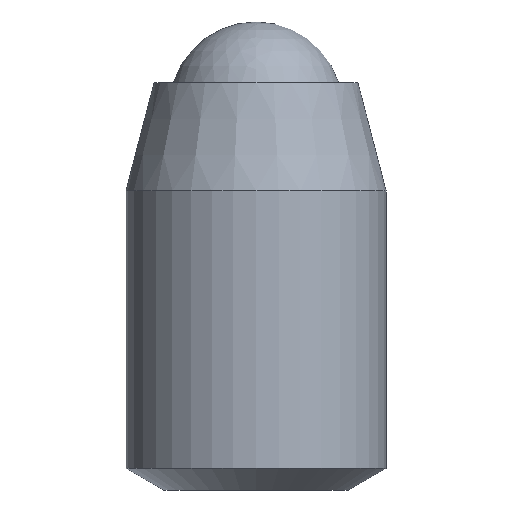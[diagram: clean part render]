
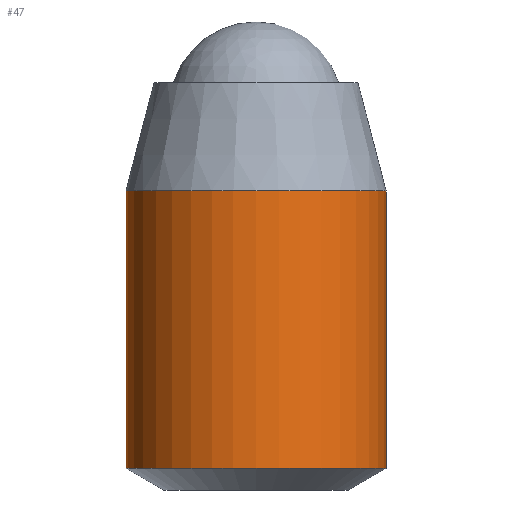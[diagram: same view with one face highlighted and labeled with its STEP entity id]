
A CAD part, front view. The second image highlights one B-rep face of the part: STEP entity #47.
In plain terms, the highlighted cylindrical face has radius 3 mm (diameter 6 mm), a full revolution.
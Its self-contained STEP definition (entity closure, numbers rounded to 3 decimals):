
#47 = ADVANCED_FACE( '', ( #105, #106 ), #107, .T. );
#105 = FACE_OUTER_BOUND( '', #176, .T. );
#106 = FACE_OUTER_BOUND( '', #177, .T. );
#107 = CYLINDRICAL_SURFACE( '', #178, 3. );
#176 = EDGE_LOOP( '', ( #247 ) );
#177 = EDGE_LOOP( '', ( #248 ) );
#178 = AXIS2_PLACEMENT_3D( '', #249, #250, #251 );
#247 = ORIENTED_EDGE( '', *, *, #389, .T. );
#248 = ORIENTED_EDGE( '', *, *, #382, .T. );
#249 = CARTESIAN_POINT( '', ( 0., 0., 9.4 ) );
#250 = DIRECTION( '', ( 0., 0., 1. ) );
#251 = DIRECTION( '', ( -1., 0., 0. ) );
#382 = EDGE_CURVE( '', #438, #438, #439, .F. );
#389 = EDGE_CURVE( '', #450, #450, #451, .T. );
#438 = VERTEX_POINT( '', #515 );
#439 = CIRCLE( '', #516, 3. );
#450 = VERTEX_POINT( '', #529 );
#451 = CIRCLE( '', #530, 3. );
#515 = CARTESIAN_POINT( '', ( 3., 0., 6.9 ) );
#516 = AXIS2_PLACEMENT_3D( '', #615, #616, #617 );
#529 = CARTESIAN_POINT( '', ( 3., 0., 0.5 ) );
#530 = AXIS2_PLACEMENT_3D( '', #626, #627, #628 );
#615 = CARTESIAN_POINT( '', ( 0., 0., 6.9 ) );
#616 = DIRECTION( '', ( 0., 0., 1. ) );
#617 = DIRECTION( '', ( 1., 0., 0. ) );
#626 = CARTESIAN_POINT( '', ( 0., 0., 0.5 ) );
#627 = DIRECTION( '', ( 0., 0., 1. ) );
#628 = DIRECTION( '', ( 1., 0., 0. ) );
